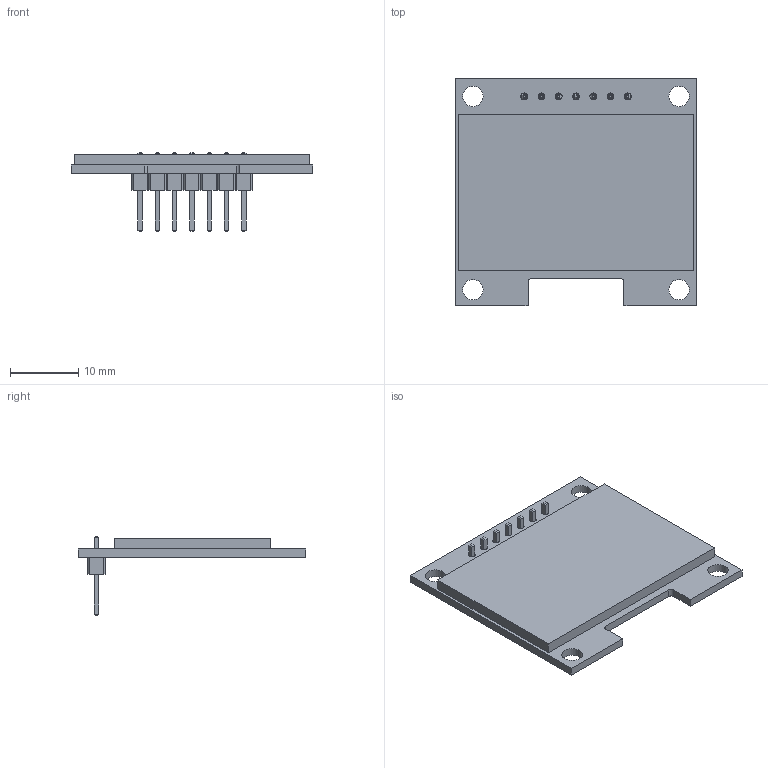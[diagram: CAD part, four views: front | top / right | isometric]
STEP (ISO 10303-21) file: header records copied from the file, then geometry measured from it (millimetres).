
FILE_DESCRIPTION(('HOOPS Exchange Step'),'2;1');
FILE_NAME('temp_export.step','2019-07-02T20:55:27+02:00',('mobile'),('Shapr3D Limited'),'HOOPS Exchange 2018.1','Shapr3D','Authorized');
FILE_SCHEMA( ('AP203_CONFIGURATION_CONTROLLED_3D_DESIGN_OF_MECHANICAL_PARTS_AND_ASSEMBLIES_MIM_LF') );
Length unit declared in the file: millimetre
Products named in the file (1): temp_export.x_b
Bounding box: 35.5 x 33.5 x 11.54 mm (x, y, z)
Volume: 2728.3 mm3; surface area: 2982.8 mm2
Topology: 2 solids, 2 shells, 200 faces, 495 edges, 314 vertices
Faces by surface type: plane 187, cylinder 13
Full cylindrical faces by diameter (mm): 1 x7, 3 x4
Entity records: 5921 total; most frequent: CARTESIAN_POINT 1010, ORIENTED_EDGE 990, DIRECTION 931, EDGE_CURVE 495, VECTOR 461, LINE 461, VERTEX_POINT 314, EDGE_LOOP 237
